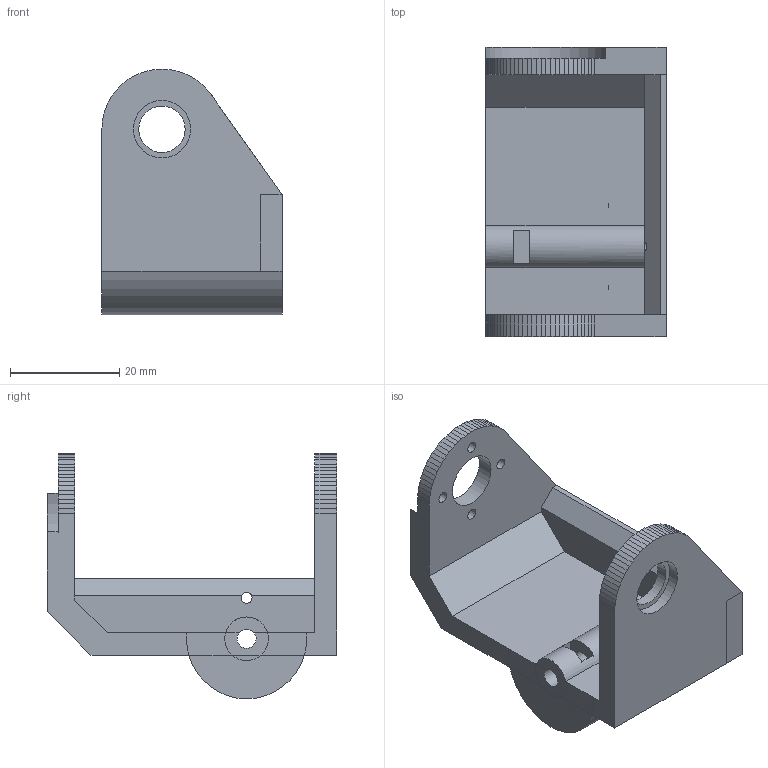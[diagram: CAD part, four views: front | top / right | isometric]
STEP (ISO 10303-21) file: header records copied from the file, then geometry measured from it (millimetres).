
FILE_DESCRIPTION(('FreeCAD Model'),'2;1');
FILE_NAME('rightAnkle.step' ,'2015-04-10T17:35:39',('FreeCAD'),('FreeCAD'), 'Open CASCADE STEP processor 6.7','FreeCAD','Unknown');
FILE_SCHEMA(('AUTOMOTIVE_DESIGN_CC2 { 1 2 10303 214 -1 1 5 4 }'));
Length unit declared in the file: millimetre
Products named in the file (1): Cut088007
Bounding box: 33 x 53 x 45 mm (x, y, z)
Volume: 18569.6 mm3; surface area: 9740.2 mm2
Topology: 1 solids, 1 shells, 127 faces, 349 edges, 227 vertices
Faces by surface type: plane 109, cylinder 18
Full cylindrical faces by diameter (mm): 2 x8, 3.5 x2, 8.5 x1, 10 x2, 10.5 x1
Entity records: 9272 total; most frequent: CARTESIAN_POINT 1798, DIRECTION 1078, ORIENTED_EDGE 698, PCURVE 698, DEFINITIONAL_REPRESENTATION 698, LINE 674, VECTOR 674, EDGE_CURVE 349
